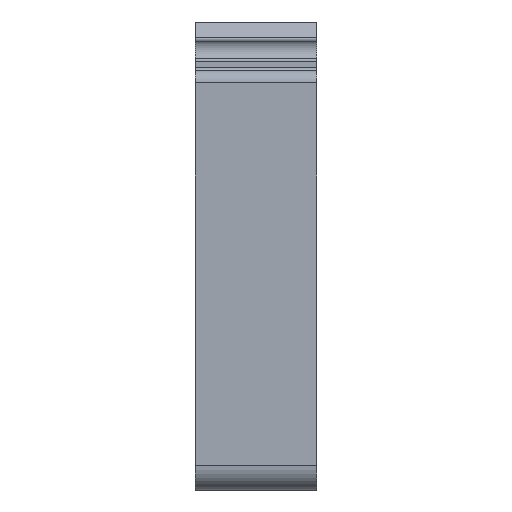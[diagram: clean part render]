
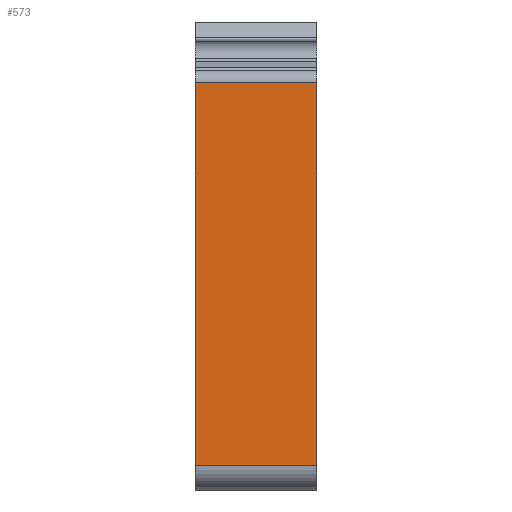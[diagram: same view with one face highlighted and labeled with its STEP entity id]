
A CAD part, left-side view. The second image highlights one B-rep face of the part: STEP entity #573.
In plain terms, the highlighted planar face has unit normal (-1, 0, 0).
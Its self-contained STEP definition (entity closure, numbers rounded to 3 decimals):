
#24 = DIRECTION ( 'NONE',  ( 0., 1., 0. ) ) ;
#135 = EDGE_CURVE ( 'NONE', #356, #446, #398, .T. ) ;
#142 = CARTESIAN_POINT ( 'NONE',  ( -40., -10., -36. ) ) ;
#189 = DIRECTION ( 'NONE',  ( 0., 1., 0. ) ) ;
#266 = ORIENTED_EDGE ( 'NONE', *, *, #1203, .T. ) ;
#323 = CARTESIAN_POINT ( 'NONE',  ( -40., 10., 27. ) ) ;
#356 = VERTEX_POINT ( 'NONE', #1411 ) ;
#398 = LINE ( 'NONE', #865, #1513 ) ;
#425 = CARTESIAN_POINT ( 'NONE',  ( -40., 10., -36. ) ) ;
#446 = VERTEX_POINT ( 'NONE', #142 ) ;
#525 = DIRECTION ( 'NONE',  ( 0., 0., -1. ) ) ;
#573 = ADVANCED_FACE ( 'NONE', ( #605 ), #625, .T. ) ;
#605 = FACE_OUTER_BOUND ( 'NONE', #1087, .T. ) ;
#625 = PLANE ( 'NONE',  #1122 ) ;
#627 = LINE ( 'NONE', #703, #1410 ) ;
#703 = CARTESIAN_POINT ( 'NONE',  ( -40., 10., -36. ) ) ;
#753 = DIRECTION ( 'NONE',  ( 0., 0., 1. ) ) ;
#770 = CARTESIAN_POINT ( 'NONE',  ( -40., 10., 27. ) ) ;
#822 = LINE ( 'NONE', #1176, #942 ) ;
#865 = CARTESIAN_POINT ( 'NONE',  ( -40., -10., -12.511 ) ) ;
#880 = DIRECTION ( 'NONE',  ( -1., 0., 0. ) ) ;
#942 = VECTOR ( 'NONE', #943, 1000. ) ;
#943 = DIRECTION ( 'NONE',  ( 0., 0., -1. ) ) ;
#1085 = ORIENTED_EDGE ( 'NONE', *, *, #1500, .F. ) ;
#1087 = EDGE_LOOP ( 'NONE', ( #1158, #1085, #1472, #266 ) ) ;
#1106 = VERTEX_POINT ( 'NONE', #425 ) ;
#1122 = AXIS2_PLACEMENT_3D ( 'NONE', #1334, #880, #753 ) ;
#1123 = LINE ( 'NONE', #770, #1155 ) ;
#1155 = VECTOR ( 'NONE', #189, 1000. ) ;
#1158 = ORIENTED_EDGE ( 'NONE', *, *, #1482, .T. ) ;
#1176 = CARTESIAN_POINT ( 'NONE',  ( -40., 10., -12.511 ) ) ;
#1180 = VERTEX_POINT ( 'NONE', #323 ) ;
#1203 = EDGE_CURVE ( 'NONE', #356, #1180, #1123, .T. ) ;
#1334 = CARTESIAN_POINT ( 'NONE',  ( -40., 10., -4.5 ) ) ;
#1410 = VECTOR ( 'NONE', #24, 1000. ) ;
#1411 = CARTESIAN_POINT ( 'NONE',  ( -40., -10., 27. ) ) ;
#1472 = ORIENTED_EDGE ( 'NONE', *, *, #135, .F. ) ;
#1482 = EDGE_CURVE ( 'NONE', #1180, #1106, #822, .T. ) ;
#1500 = EDGE_CURVE ( 'NONE', #446, #1106, #627, .T. ) ;
#1513 = VECTOR ( 'NONE', #525, 1000. ) ;
